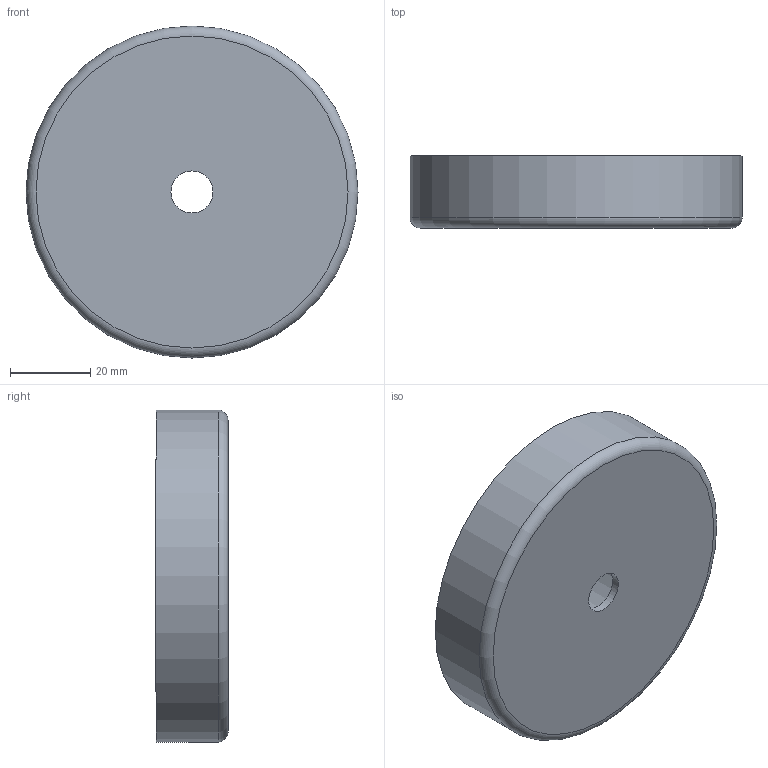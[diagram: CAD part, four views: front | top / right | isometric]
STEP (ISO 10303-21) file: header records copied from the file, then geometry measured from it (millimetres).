
FILE_DESCRIPTION(/* description */ ('','CAx-IF Rec.Pracs.---Representation and Presentation of Product Manufacturing Information (PMI)---4.0---2014-10-13'),/* implementation_level */ '2;1');
FILE_NAME(/* name */ 'GM16608.stp',/* time_stamp */ '2020-09-03T10:38:01+02:00',/* author */ ('tm'),/* organization */ (''),/* preprocessor_version */ 'ST-DEVELOPER v17.2',/* originating_system */ 'Autodesk Inventor 2019',/* authorisation */ '');
FILE_SCHEMA (('AP242_MANAGED_MODEL_BASED_3D_ENGINEERING_MIM_LF { 1 0 10303 442 1 1 4 }'));
Length unit declared in the file: millimetre
Products named in the file (4): GM16608; E0135106; E0135107; E0135108
Assembly tree (3 placements, depth 2):
  GM16608
    E0135106
    E0135107
    E0135108
Bounding box: 83 x 18 x 83 mm (x, y, z)
Volume: 84004.8 mm3; surface area: 40564.7 mm2
Topology: 3 solids, 3 shells, 17 faces, 64 edges, 71 vertices
Faces by surface type: cylinder 7, plane 7, torus 3
Full cylindrical faces by diameter (mm): 10.5 x1, 32 x1, 77.6 x2, 79 x2, 83 x1
Entity records: 880 total; most frequent: CARTESIAN_POINT 145, DIRECTION 141, ORIENTED_EDGE 94, AXIS2_PLACEMENT_3D 67, EDGE_CURVE 47, CIRCLE 43, VERTEX_POINT 37, STYLED_ITEM 27
